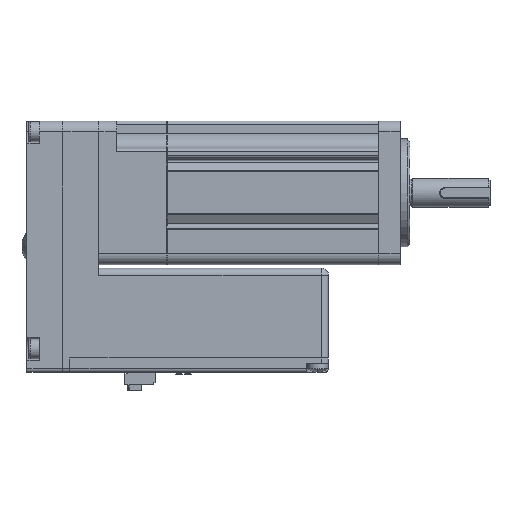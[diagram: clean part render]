
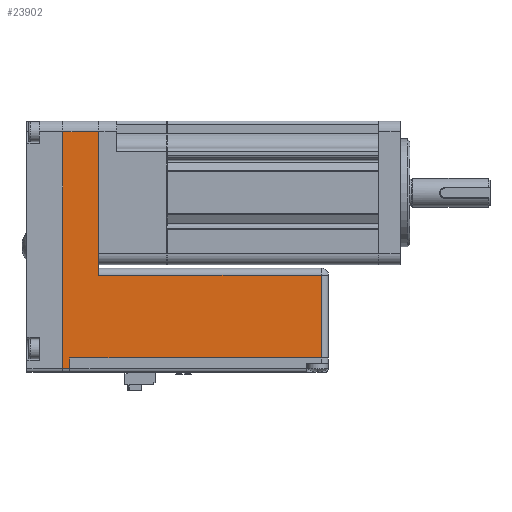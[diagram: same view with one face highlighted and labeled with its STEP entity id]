
A CAD part, front view. The second image highlights one B-rep face of the part: STEP entity #23902.
In plain terms, the highlighted planar face has unit normal (0, -1, 0).
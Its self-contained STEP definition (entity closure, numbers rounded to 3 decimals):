
#2062 = VERTEX_POINT ( 'NONE', #83002 ) ;
#2193 = VECTOR ( 'NONE', #44069, 1000. ) ;
#6916 = EDGE_CURVE ( 'NONE', #150304, #84498, #107683, .T. ) ;
#7749 = LINE ( 'NONE', #134806, #74077 ) ;
#9208 = EDGE_CURVE ( 'NONE', #107358, #126883, #63432, .T. ) ;
#10312 = CARTESIAN_POINT ( 'NONE',  ( -94., -20., 17. ) ) ;
#11473 = DIRECTION ( 'NONE',  ( 0., 0., -1. ) ) ;
#13415 = VECTOR ( 'NONE', #64179, 1000. ) ;
#13593 = VECTOR ( 'NONE', #133651, 1000. ) ;
#13642 = ORIENTED_EDGE ( 'NONE', *, *, #9208, .F. ) ;
#14623 = CARTESIAN_POINT ( 'NONE',  ( -94., -20., 17. ) ) ;
#14860 = CARTESIAN_POINT ( 'NONE',  ( -22., -20., -21. ) ) ;
#23605 = DIRECTION ( 'NONE',  ( -1., 0., 0. ) ) ;
#23902 = ADVANCED_FACE ( 'NONE', ( #25733 ), #146027, .T. ) ;
#25733 = FACE_OUTER_BOUND ( 'NONE', #58267, .T. ) ;
#31613 = EDGE_CURVE ( 'NONE', #55418, #58527, #118876, .T. ) ;
#38033 = CARTESIAN_POINT ( 'NONE',  ( -92., -20., -46. ) ) ;
#38471 = ORIENTED_EDGE ( 'NONE', *, *, #60829, .T. ) ;
#38765 = CARTESIAN_POINT ( 'NONE',  ( -84., -20., -23. ) ) ;
#39241 = CARTESIAN_POINT ( 'NONE',  ( -92., -20., -46. ) ) ;
#40820 = ORIENTED_EDGE ( 'NONE', *, *, #6916, .T. ) ;
#41641 = DIRECTION ( 'NONE',  ( 0., -1., 0. ) ) ;
#43154 = CARTESIAN_POINT ( 'NONE',  ( -84., -20., -21. ) ) ;
#44069 = DIRECTION ( 'NONE',  ( 0., 0., 1. ) ) ;
#55418 = VERTEX_POINT ( 'NONE', #104406 ) ;
#57350 = CARTESIAN_POINT ( 'NONE',  ( -22., -20., -46. ) ) ;
#58067 = AXIS2_PLACEMENT_3D ( 'NONE', #120661, #41641, #133809 ) ;
#58267 = EDGE_LOOP ( 'NONE', ( #38471, #140902, #107939, #13642, #92539, #152942, #40820, #139967 ) ) ;
#58527 = VERTEX_POINT ( 'NONE', #117903 ) ;
#60829 = EDGE_CURVE ( 'NONE', #163086, #55418, #122800, .T. ) ;
#63432 = LINE ( 'NONE', #141607, #133400 ) ;
#64179 = DIRECTION ( 'NONE',  ( 0., 0., -1. ) ) ;
#71391 = DIRECTION ( 'NONE',  ( -1., 0., 0. ) ) ;
#74077 = VECTOR ( 'NONE', #148163, 1000. ) ;
#75777 = VECTOR ( 'NONE', #107288, 1000. ) ;
#83002 = CARTESIAN_POINT ( 'NONE',  ( -22., -20., -23. ) ) ;
#84180 = LINE ( 'NONE', #10312, #150003 ) ;
#84498 = VERTEX_POINT ( 'NONE', #162136 ) ;
#92539 = ORIENTED_EDGE ( 'NONE', *, *, #104140, .T. ) ;
#96465 = EDGE_CURVE ( 'NONE', #2062, #150304, #7749, .T. ) ;
#103410 = CARTESIAN_POINT ( 'NONE',  ( -94., -20., 20. ) ) ;
#104140 = EDGE_CURVE ( 'NONE', #107358, #2062, #110756, .T. ) ;
#104406 = CARTESIAN_POINT ( 'NONE',  ( -94., -20., -49. ) ) ;
#107288 = DIRECTION ( 'NONE',  ( 0., 0., 1. ) ) ;
#107358 = VERTEX_POINT ( 'NONE', #57350 ) ;
#107383 = CARTESIAN_POINT ( 'NONE',  ( -92., -20., -49. ) ) ;
#107683 = LINE ( 'NONE', #43154, #2193 ) ;
#107939 = ORIENTED_EDGE ( 'NONE', *, *, #166736, .F. ) ;
#110756 = LINE ( 'NONE', #14860, #75777 ) ;
#113141 = VECTOR ( 'NONE', #11473, 1000. ) ;
#117194 = LINE ( 'NONE', #38033, #113141 ) ;
#117903 = CARTESIAN_POINT ( 'NONE',  ( -92., -20., -49. ) ) ;
#118876 = LINE ( 'NONE', #107383, #13593 ) ;
#120661 = CARTESIAN_POINT ( 'NONE',  ( -84., -20., 20. ) ) ;
#122800 = LINE ( 'NONE', #103410, #13415 ) ;
#126883 = VERTEX_POINT ( 'NONE', #39241 ) ;
#133400 = VECTOR ( 'NONE', #71391, 1000. ) ;
#133651 = DIRECTION ( 'NONE',  ( 1., 0., 0. ) ) ;
#133809 = DIRECTION ( 'NONE',  ( 0., 0., 1. ) ) ;
#134806 = CARTESIAN_POINT ( 'NONE',  ( -84., -20., -23. ) ) ;
#139967 = ORIENTED_EDGE ( 'NONE', *, *, #152482, .T. ) ;
#140902 = ORIENTED_EDGE ( 'NONE', *, *, #31613, .T. ) ;
#141607 = CARTESIAN_POINT ( 'NONE',  ( -92., -20., -46. ) ) ;
#146027 = PLANE ( 'NONE',  #58067 ) ;
#148163 = DIRECTION ( 'NONE',  ( -1., 0., 0. ) ) ;
#150003 = VECTOR ( 'NONE', #23605, 1000. ) ;
#150304 = VERTEX_POINT ( 'NONE', #38765 ) ;
#152482 = EDGE_CURVE ( 'NONE', #84498, #163086, #84180, .T. ) ;
#152942 = ORIENTED_EDGE ( 'NONE', *, *, #96465, .T. ) ;
#162136 = CARTESIAN_POINT ( 'NONE',  ( -84., -20., 17. ) ) ;
#163086 = VERTEX_POINT ( 'NONE', #14623 ) ;
#166736 = EDGE_CURVE ( 'NONE', #126883, #58527, #117194, .T. ) ;
